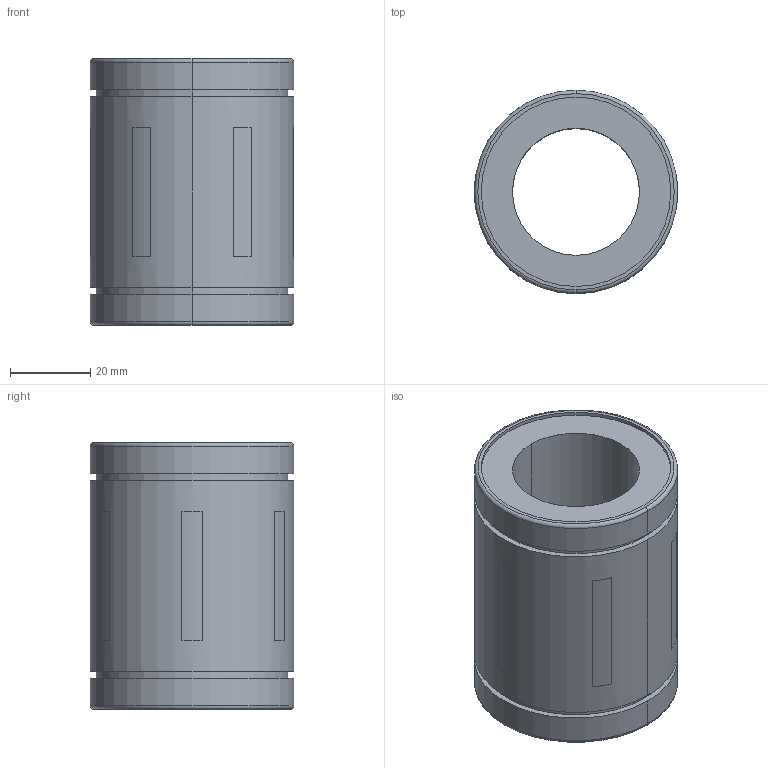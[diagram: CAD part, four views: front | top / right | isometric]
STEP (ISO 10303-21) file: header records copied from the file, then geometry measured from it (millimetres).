
FILE_DESCRIPTION (( 'STEP AP214' ), '1' );
FILE_NAME ('BallBearing_E30D028FD8.step', '2022-09-06T10:54:07', ( '' ), ( '' ), 'SwSTEP 2.0', 'SolidWorks 2019', '' );
FILE_SCHEMA (( 'AUTOMOTIVE_DESIGN' ));
Length unit declared in the file: inch
Products named in the file (3): IfV7vyJeSh_CADModel_0; BallBearing_E30D028FD8
Assembly tree (1 placements, depth 2):
  IfV7vyJeSh_CADModel_0
  BallBearing_E30D028FD8
    IfV7vyJeSh_CADModel_0
Bounding box: 50.8 x 50.8 x 66.67 mm (x, y, z)
Volume: 79828.1 mm3; surface area: 20605 mm2
Topology: 1 solids, 1 shells, 58 faces, 128 edges, 84 vertices
Faces by surface type: plane 32, cylinder 22, torus 4
Entity records: 2471 total; most frequent: DIRECTION 318, CARTESIAN_POINT 275, ORIENTED_EDGE 256, EDGE_CURVE 128, AXIS2_PLACEMENT_3D 127, VERTEX_POINT 84, EDGE_LOOP 72, VECTOR 64
